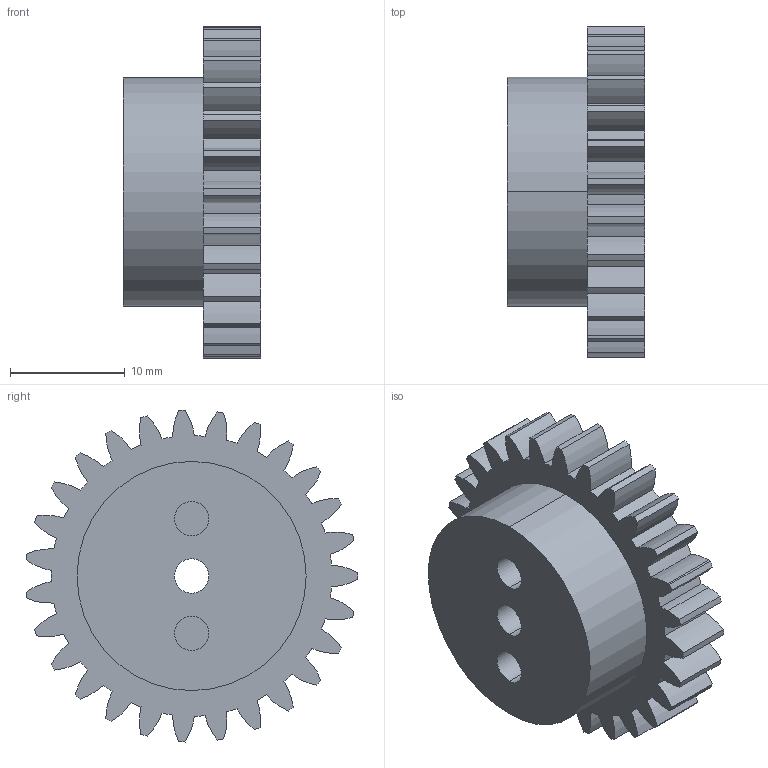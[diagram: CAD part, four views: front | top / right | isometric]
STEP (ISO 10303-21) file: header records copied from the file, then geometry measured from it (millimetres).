
FILE_DESCRIPTION (( 'STEP AP203' ), '1' );
FILE_NAME ('spur gear.STEP', '2025-04-22T14:30:11', ( '' ), ( '' ), 'SwSTEP 2.0', 'SolidWorks 2021', '' );
FILE_SCHEMA (( 'CONFIG_CONTROL_DESIGN' ));
Length unit declared in the file: millimetre
Products named in the file (1): spur gear
Bounding box: 12 x 28.93 x 28.98 mm (x, y, z)
Volume: 4804.1 mm3; surface area: 2639.2 mm2
Topology: 1 solids, 1 shells, 125 faces, 360 edges, 240 vertices
Faces by surface type: cylinder 120, plane 5
Entity records: 4335 total; most frequent: DIRECTION 852, CARTESIAN_POINT 726, ORIENTED_EDGE 720, AXIS2_PLACEMENT_3D 366, EDGE_CURVE 360, VERTEX_POINT 240, CIRCLE 240, EDGE_LOOP 130
